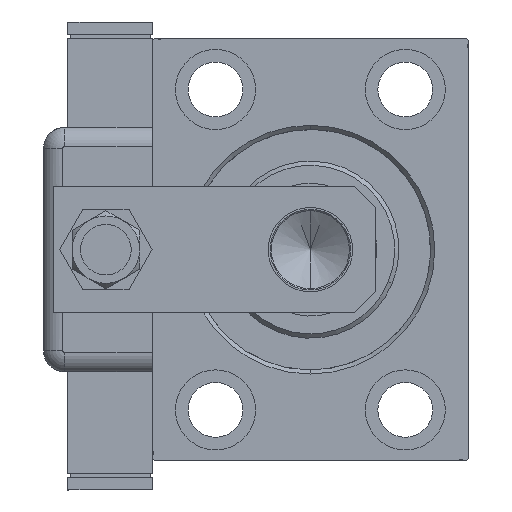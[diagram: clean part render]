
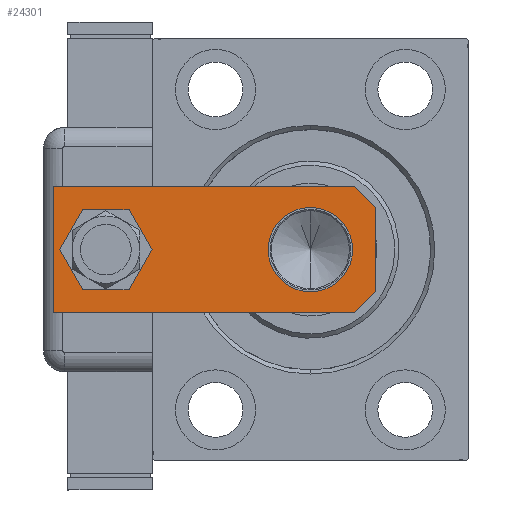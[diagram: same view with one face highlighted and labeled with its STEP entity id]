
A CAD part, left-side view. The second image highlights one B-rep face of the part: STEP entity #24301.
In plain terms, the highlighted face is planar.
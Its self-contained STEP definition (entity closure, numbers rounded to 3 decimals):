
#983 = CIRCLE ( 'NONE', #9654, 7. ) ;
#1872 = ORIENTED_EDGE ( 'NONE', *, *, #8702, .F. ) ;
#2243 = LINE ( 'NONE', #7073, #20284 ) ;
#3077 = VERTEX_POINT ( 'NONE', #17135 ) ;
#3369 = LINE ( 'NONE', #49476, #49242 ) ;
#3829 = VERTEX_POINT ( 'NONE', #17878 ) ;
#5402 = VERTEX_POINT ( 'NONE', #9445 ) ;
#5505 = FACE_BOUND ( 'NONE', #11337, .T. ) ;
#5705 = EDGE_CURVE ( 'NONE', #13654, #54839, #55679, .T. ) ;
#7073 = CARTESIAN_POINT ( 'NONE',  ( 15., 76.5, 0. ) ) ;
#7220 = DIRECTION ( 'NONE',  ( 0., 0., 1. ) ) ;
#8702 = EDGE_CURVE ( 'NONE', #36546, #5402, #40286, .T. ) ;
#9445 = CARTESIAN_POINT ( 'NONE',  ( 15., 76.5, 0. ) ) ;
#9480 = EDGE_LOOP ( 'NONE', ( #46618, #27540, #33580, #46412, #1872, #44103 ) ) ;
#9654 = AXIS2_PLACEMENT_3D ( 'NONE', #51837, #47607, #28950 ) ;
#10327 = DIRECTION ( 'NONE',  ( 0., 0., 1. ) ) ;
#10426 = EDGE_CURVE ( 'NONE', #3077, #34727, #35988, .T. ) ;
#11337 = EDGE_LOOP ( 'NONE', ( #29696, #41805 ) ) ;
#11429 = AXIS2_PLACEMENT_3D ( 'NONE', #20135, #38811, #34603 ) ;
#11455 = CARTESIAN_POINT ( 'NONE',  ( 0., 15.5, 0. ) ) ;
#12598 = EDGE_CURVE ( 'NONE', #37563, #48643, #3369, .T. ) ;
#13226 = EDGE_CURVE ( 'NONE', #3829, #26674, #31932, .T. ) ;
#13654 = VERTEX_POINT ( 'NONE', #37979 ) ;
#14371 = EDGE_CURVE ( 'NONE', #26674, #3829, #983, .T. ) ;
#15196 = EDGE_CURVE ( 'NONE', #5402, #37563, #2243, .T. ) ;
#16677 = CARTESIAN_POINT ( 'NONE',  ( -10., 0., 0. ) ) ;
#17135 = CARTESIAN_POINT ( 'NONE',  ( -10., 0., 0. ) ) ;
#17878 = CARTESIAN_POINT ( 'NONE',  ( -7., 64., 0. ) ) ;
#18490 = DIRECTION ( 'NONE',  ( 1., 0., 0. ) ) ;
#19874 = ORIENTED_EDGE ( 'NONE', *, *, #14371, .T. ) ;
#20135 = CARTESIAN_POINT ( 'NONE',  ( 0., 15.5, 0. ) ) ;
#20284 = VECTOR ( 'NONE', #20652, 1000. ) ;
#20652 = DIRECTION ( 'NONE',  ( -1., 0., 0. ) ) ;
#20709 = EDGE_CURVE ( 'NONE', #3077, #48643, #40786, .T. ) ;
#23096 = VECTOR ( 'NONE', #31549, 1000. ) ;
#23876 = CARTESIAN_POINT ( 'NONE',  ( 15., 0., 0. ) ) ;
#24301 = ADVANCED_FACE ( 'NONE', ( #42280, #36885, #5505 ), #46205, .F. ) ;
#25155 = AXIS2_PLACEMENT_3D ( 'NONE', #43464, #42866, #57007 ) ;
#26674 = VERTEX_POINT ( 'NONE', #31778 ) ;
#26923 = CARTESIAN_POINT ( 'NONE',  ( 15., 5., 0. ) ) ;
#27502 = VECTOR ( 'NONE', #32255, 1000. ) ;
#27540 = ORIENTED_EDGE ( 'NONE', *, *, #20709, .T. ) ;
#28030 = DIRECTION ( 'NONE',  ( -0.707, 0.707, 0. ) ) ;
#28950 = DIRECTION ( 'NONE',  ( 1., 0., 0. ) ) ;
#28979 = EDGE_CURVE ( 'NONE', #54839, #13654, #47582, .T. ) ;
#29696 = ORIENTED_EDGE ( 'NONE', *, *, #28979, .T. ) ;
#31549 = DIRECTION ( 'NONE',  ( 0., 1., 0. ) ) ;
#31778 = CARTESIAN_POINT ( 'NONE',  ( 7., 64., 0. ) ) ;
#31932 = CIRCLE ( 'NONE', #25155, 7. ) ;
#32255 = DIRECTION ( 'NONE',  ( -0.707, -0.707, 0. ) ) ;
#33580 = ORIENTED_EDGE ( 'NONE', *, *, #12598, .F. ) ;
#34603 = DIRECTION ( 'NONE',  ( 1., 0., 0. ) ) ;
#34727 = VERTEX_POINT ( 'NONE', #48611 ) ;
#35594 = LINE ( 'NONE', #41292, #27502 ) ;
#35933 = DIRECTION ( 'NONE',  ( 0., -1., 0. ) ) ;
#35988 = LINE ( 'NONE', #49831, #40486 ) ;
#36546 = VERTEX_POINT ( 'NONE', #26923 ) ;
#36885 = FACE_BOUND ( 'NONE', #43173, .T. ) ;
#37183 = DIRECTION ( 'NONE',  ( 1., 0., 0. ) ) ;
#37524 = CARTESIAN_POINT ( 'NONE',  ( -15., 5., 0. ) ) ;
#37563 = VERTEX_POINT ( 'NONE', #39591 ) ;
#37979 = CARTESIAN_POINT ( 'NONE',  ( 10., 15.5, 0. ) ) ;
#38811 = DIRECTION ( 'NONE',  ( 0., 0., 1. ) ) ;
#39591 = CARTESIAN_POINT ( 'NONE',  ( -15., 76.5, 0. ) ) ;
#40286 = LINE ( 'NONE', #23876, #23096 ) ;
#40486 = VECTOR ( 'NONE', #18490, 1000. ) ;
#40786 = LINE ( 'NONE', #16677, #47465 ) ;
#41292 = CARTESIAN_POINT ( 'NONE',  ( 15., 5., 0. ) ) ;
#41805 = ORIENTED_EDGE ( 'NONE', *, *, #5705, .T. ) ;
#42280 = FACE_OUTER_BOUND ( 'NONE', #9480, .T. ) ;
#42866 = DIRECTION ( 'NONE',  ( 0., 0., 1. ) ) ;
#43173 = EDGE_LOOP ( 'NONE', ( #55456, #19874 ) ) ;
#43464 = CARTESIAN_POINT ( 'NONE',  ( 0., 64., 0. ) ) ;
#44103 = ORIENTED_EDGE ( 'NONE', *, *, #46994, .T. ) ;
#45660 = AXIS2_PLACEMENT_3D ( 'NONE', #55838, #10327, #37183 ) ;
#46205 = PLANE ( 'NONE',  #45660 ) ;
#46412 = ORIENTED_EDGE ( 'NONE', *, *, #15196, .F. ) ;
#46618 = ORIENTED_EDGE ( 'NONE', *, *, #10426, .F. ) ;
#46994 = EDGE_CURVE ( 'NONE', #36546, #34727, #35594, .T. ) ;
#47465 = VECTOR ( 'NONE', #28030, 1000. ) ;
#47582 = CIRCLE ( 'NONE', #57354, 10. ) ;
#47607 = DIRECTION ( 'NONE',  ( 0., 0., 1. ) ) ;
#48611 = CARTESIAN_POINT ( 'NONE',  ( 10., 0., 0. ) ) ;
#48643 = VERTEX_POINT ( 'NONE', #37524 ) ;
#49242 = VECTOR ( 'NONE', #35933, 1000. ) ;
#49476 = CARTESIAN_POINT ( 'NONE',  ( -15., 76.5, 0. ) ) ;
#49831 = CARTESIAN_POINT ( 'NONE',  ( -15., 0., 0. ) ) ;
#51837 = CARTESIAN_POINT ( 'NONE',  ( 0., 64., 0. ) ) ;
#53635 = DIRECTION ( 'NONE',  ( 1., 0., 0. ) ) ;
#54839 = VERTEX_POINT ( 'NONE', #58024 ) ;
#55456 = ORIENTED_EDGE ( 'NONE', *, *, #13226, .T. ) ;
#55679 = CIRCLE ( 'NONE', #11429, 10. ) ;
#55838 = CARTESIAN_POINT ( 'NONE',  ( 0., 0., 0. ) ) ;
#57007 = DIRECTION ( 'NONE',  ( 1., 0., 0. ) ) ;
#57354 = AXIS2_PLACEMENT_3D ( 'NONE', #11455, #7220, #53635 ) ;
#58024 = CARTESIAN_POINT ( 'NONE',  ( -10., 15.5, 0. ) ) ;
